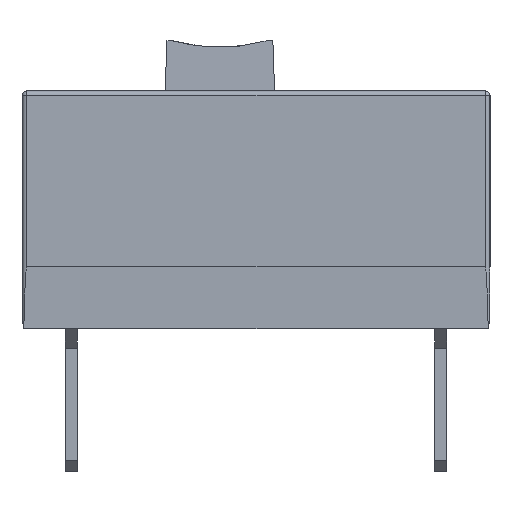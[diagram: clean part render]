
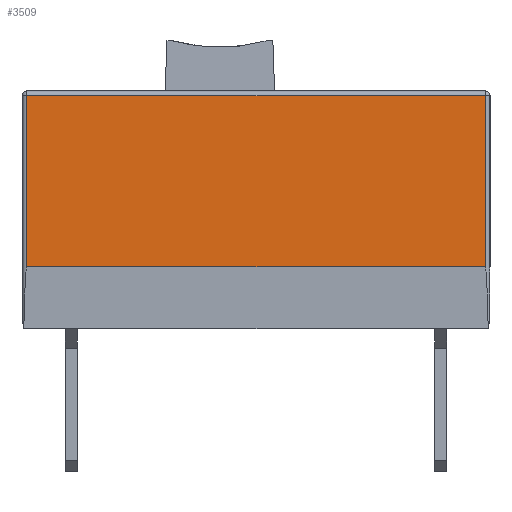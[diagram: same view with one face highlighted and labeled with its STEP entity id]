
A CAD part, left-side view. The second image highlights one B-rep face of the part: STEP entity #3509.
In plain terms, the highlighted planar face has unit normal (-1, 0, 0).
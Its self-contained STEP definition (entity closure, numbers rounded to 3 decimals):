
#3470=CARTESIAN_POINT('',(-9.525,-4.726,5.181));
#3471=VERTEX_POINT('',#3470);
#3472=CARTESIAN_POINT('',(-9.525,4.726,5.181));
#3473=VERTEX_POINT('',#3472);
#3474=CARTESIAN_POINT('',(-9.525,4.826,5.181));
#3475=DIRECTION('',(-0.0,1.0,0.0));
#3476=VECTOR('',#3475,1.0);
#3477=LINE('',#3474,#3476);
#3478=EDGE_CURVE('n� 13680',#3471,#3473,#3477,.T.);
#3479=ORIENTED_EDGE('',*,*,#3478,.T.);
#3480=CARTESIAN_POINT('',(-9.525,4.726,1.651));
#3481=VERTEX_POINT('',#3480);
#3482=CARTESIAN_POINT('',(-9.525,4.726,5.281));
#3483=DIRECTION('',(0.0,0.0,-1.0));
#3484=VECTOR('',#3483,1.0);
#3485=LINE('',#3482,#3484);
#3486=EDGE_CURVE('n� 13685',#3473,#3481,#3485,.T.);
#3487=ORIENTED_EDGE('',*,*,#3486,.T.);
#3488=CARTESIAN_POINT('',(-9.525,-4.726,1.651));
#3489=VERTEX_POINT('',#3488);
#3490=CARTESIAN_POINT('',(-9.525,4.826,1.651));
#3491=DIRECTION('',(0.0,-1.0,0.0));
#3492=VECTOR('',#3491,1.0);
#3493=LINE('',#3490,#3492);
#3494=EDGE_CURVE('n� 13671',#3481,#3489,#3493,.T.);
#3495=ORIENTED_EDGE('',*,*,#3494,.T.);
#3496=CARTESIAN_POINT('',(-9.525,-4.726,5.281));
#3497=DIRECTION('',(0.0,0.0,1.0));
#3498=VECTOR('',#3497,1.0);
#3499=LINE('',#3496,#3498);
#3500=EDGE_CURVE('n� 13683',#3489,#3471,#3499,.T.);
#3501=ORIENTED_EDGE('',*,*,#3500,.T.);
#3502=EDGE_LOOP('',(#3479,#3487,#3495,#3501));
#3503=FACE_OUTER_BOUND('',#3502,.T.);
#3504=CARTESIAN_POINT('',(-9.525,4.826,5.281));
#3505=DIRECTION('',(1.0,0.0,0.0));
#3506=DIRECTION('',(0.0,0.0,-1.0));
#3507=AXIS2_PLACEMENT_3D('',#3504,#3505,#3506);
#3508=PLANE('',#3507);
#3509=ADVANCED_FACE('n� 85',(#3503),#3508,.F.);
